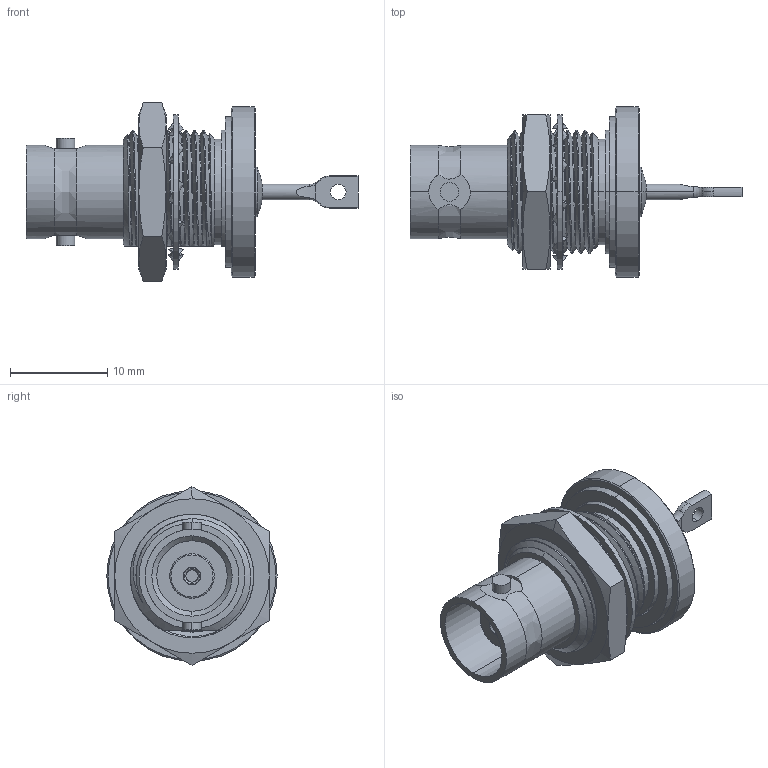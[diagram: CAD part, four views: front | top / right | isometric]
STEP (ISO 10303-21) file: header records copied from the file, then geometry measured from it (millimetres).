
FILE_DESCRIPTION (( 'STEP AP203' ), '1' );
FILE_NAME ('PE44890.step', '2018-04-20T15:45:07', ( '' ), ( '' ), 'SwSTEP 2.0', 'SolidWorks 2017', '' );
FILE_SCHEMA (( 'CONFIG_CONTROL_DESIGN' ));
Length unit declared in the file: inch
Products named in the file (1): PE44890
Bounding box: 34.11 x 17.5 x 18.33 mm (x, y, z)
Volume: 2463.3 mm3; surface area: 3111.8 mm2
Topology: 5 solids, 5 shells, 257 faces, 715 edges, 479 vertices
Faces by surface type: cylinder 78, bspline 75, plane 60, cone 33, torus 9, sphere 2
Entity records: 21905 total; most frequent: CARTESIAN_POINT 15886, ORIENTED_EDGE 1430, DIRECTION 1006, EDGE_CURVE 715, VERTEX_POINT 479, AXIS2_PLACEMENT_3D 385, EDGE_LOOP 278, FACE_OUTER_BOUND 257
